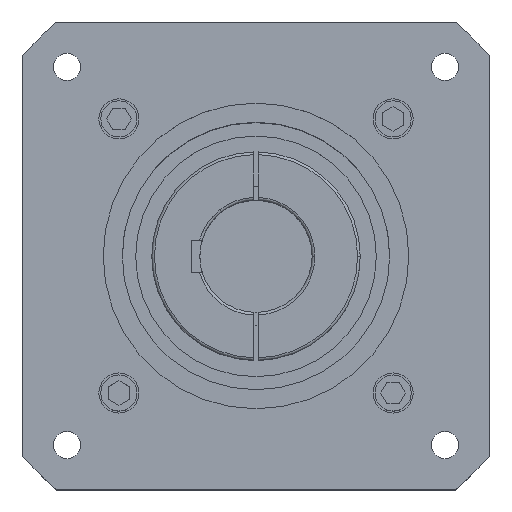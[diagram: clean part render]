
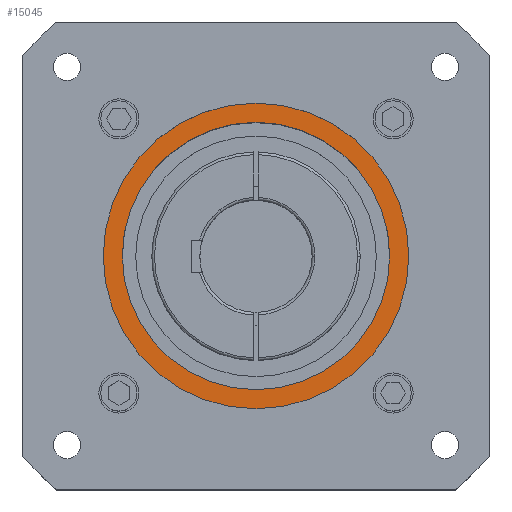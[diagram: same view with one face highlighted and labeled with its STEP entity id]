
A CAD part, top view. The second image highlights one B-rep face of the part: STEP entity #15045.
In plain terms, the highlighted planar face has unit normal (0, 0, 1).
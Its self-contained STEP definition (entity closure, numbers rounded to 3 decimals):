
#1688 = DIRECTION ( 'NONE',  ( 1., 0., 0. ) ) ;
#1928 = EDGE_LOOP ( 'NONE', ( #6278, #8962 ) ) ;
#1960 = DIRECTION ( 'NONE',  ( 0., 0., 1. ) ) ;
#2477 = AXIS2_PLACEMENT_3D ( 'NONE', #7761, #17250, #9120 ) ;
#2815 = CARTESIAN_POINT ( 'NONE',  ( 50., 0., 109. ) ) ;
#2862 = CIRCLE ( 'NONE', #7315, 57.15 ) ;
#2913 = CARTESIAN_POINT ( 'NONE',  ( 57.15, 0., 109. ) ) ;
#3521 = FACE_BOUND ( 'NONE', #7675, .T. ) ;
#4081 = ORIENTED_EDGE ( 'NONE', *, *, #5758, .F. ) ;
#4554 = VERTEX_POINT ( 'NONE', #9151 ) ;
#4641 = CIRCLE ( 'NONE', #2477, 50. ) ;
#5403 = CARTESIAN_POINT ( 'NONE',  ( -50., 0., 109. ) ) ;
#5741 = CARTESIAN_POINT ( 'NONE',  ( 0., 0., 109. ) ) ;
#5758 = EDGE_CURVE ( 'NONE', #7884, #14064, #13687, .T. ) ;
#6242 = ORIENTED_EDGE ( 'NONE', *, *, #13319, .F. ) ;
#6278 = ORIENTED_EDGE ( 'NONE', *, *, #14640, .T. ) ;
#6870 = DIRECTION ( 'NONE',  ( 0., 0., 1. ) ) ;
#7098 = DIRECTION ( 'NONE',  ( 1., 0., 0. ) ) ;
#7112 = PLANE ( 'NONE',  #14667 ) ;
#7315 = AXIS2_PLACEMENT_3D ( 'NONE', #14983, #6870, #16365 ) ;
#7675 = EDGE_LOOP ( 'NONE', ( #4081, #6242 ) ) ;
#7761 = CARTESIAN_POINT ( 'NONE',  ( 0., 0., 109. ) ) ;
#7884 = VERTEX_POINT ( 'NONE', #2815 ) ;
#8962 = ORIENTED_EDGE ( 'NONE', *, *, #10141, .T. ) ;
#9120 = DIRECTION ( 'NONE',  ( 1., 0., 0. ) ) ;
#9151 = CARTESIAN_POINT ( 'NONE',  ( -57.15, 0., 109. ) ) ;
#9472 = AXIS2_PLACEMENT_3D ( 'NONE', #10126, #1960, #11468 ) ;
#9828 = DIRECTION ( 'NONE',  ( 0., 0., 1. ) ) ;
#10126 = CARTESIAN_POINT ( 'NONE',  ( 0., 0., 109. ) ) ;
#10141 = EDGE_CURVE ( 'NONE', #4554, #11834, #2862, .T. ) ;
#11468 = DIRECTION ( 'NONE',  ( 1., 0., 0. ) ) ;
#11779 = CIRCLE ( 'NONE', #14073, 57.15 ) ;
#11834 = VERTEX_POINT ( 'NONE', #2913 ) ;
#13319 = EDGE_CURVE ( 'NONE', #14064, #7884, #4641, .T. ) ;
#13687 = CIRCLE ( 'NONE', #9472, 50. ) ;
#14064 = VERTEX_POINT ( 'NONE', #5403 ) ;
#14073 = AXIS2_PLACEMENT_3D ( 'NONE', #5741, #15232, #7098 ) ;
#14640 = EDGE_CURVE ( 'NONE', #11834, #4554, #11779, .T. ) ;
#14667 = AXIS2_PLACEMENT_3D ( 'NONE', #16594, #9828, #1688 ) ;
#14983 = CARTESIAN_POINT ( 'NONE',  ( 0., 0., 109. ) ) ;
#15045 = ADVANCED_FACE ( 'NONE', ( #3521, #17524 ), #7112, .T. ) ;
#15232 = DIRECTION ( 'NONE',  ( 0., 0., 1. ) ) ;
#16365 = DIRECTION ( 'NONE',  ( 1., 0., 0. ) ) ;
#16594 = CARTESIAN_POINT ( 'NONE',  ( 0., 0., 109. ) ) ;
#17250 = DIRECTION ( 'NONE',  ( 0., 0., 1. ) ) ;
#17524 = FACE_OUTER_BOUND ( 'NONE', #1928, .T. ) ;
